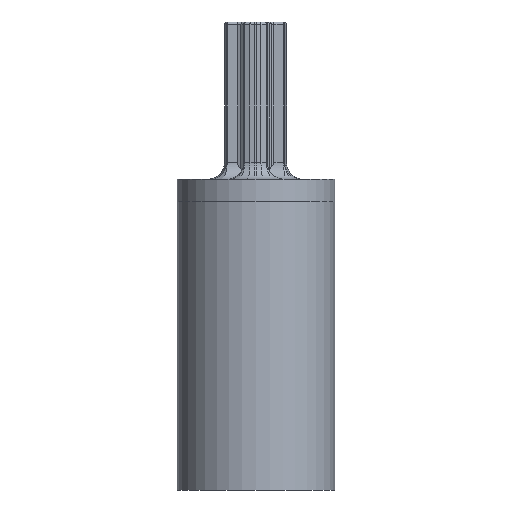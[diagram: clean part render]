
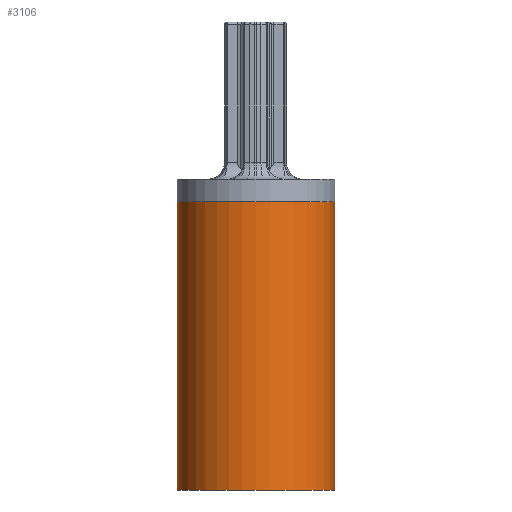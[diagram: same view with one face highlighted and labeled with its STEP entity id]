
A CAD part, front view. The second image highlights one B-rep face of the part: STEP entity #3106.
In plain terms, the highlighted cylindrical face has radius 6 mm (diameter 12 mm), a full revolution.
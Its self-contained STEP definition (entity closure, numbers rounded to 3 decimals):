
#3074=CARTESIAN_POINT('',(210.,240.,22.));
#3075=DIRECTION('',(0.,0.,-1.));
#3076=DIRECTION('',(-1.,0.,0.));
#3077=AXIS2_PLACEMENT_3D('',#3074,#3075,#3076);
#3078=CYLINDRICAL_SURFACE('',#3077,6.);
#3079=CARTESIAN_POINT('',(204.,240.,0.));
#3080=VERTEX_POINT('',#3079);
#3081=CARTESIAN_POINT('',(204.,240.,22.));
#3082=VERTEX_POINT('',#3081);
#3083=CARTESIAN_POINT('',(204.,240.,0.));
#3084=DIRECTION('',(-0.,-0.,1.));
#3085=VECTOR('',#3084,22.);
#3086=LINE('',#3083,#3085);
#3087=EDGE_CURVE('',#3080,#3082,#3086,.T.);
#3088=ORIENTED_EDGE('',*,*,#3087,.T.);
#3089=CARTESIAN_POINT('',(210.,240.,22.));
#3090=DIRECTION('',(0.,0.,-1.));
#3091=DIRECTION('',(-1.,0.,0.));
#3092=AXIS2_PLACEMENT_3D('',#3089,#3090,#3091);
#3093=CIRCLE('',#3092,6.);
#3094=EDGE_CURVE('',#3082,#3082,#3093,.T.);
#3095=ORIENTED_EDGE('',*,*,#3094,.T.);
#3096=ORIENTED_EDGE('',*,*,#3087,.F.);
#3097=CARTESIAN_POINT('',(210.,240.,0.));
#3098=DIRECTION('',(0.,0.,-1.));
#3099=DIRECTION('',(-1.,0.,0.));
#3100=AXIS2_PLACEMENT_3D('',#3097,#3098,#3099);
#3101=CIRCLE('',#3100,6.);
#3102=EDGE_CURVE('',#3080,#3080,#3101,.T.);
#3103=ORIENTED_EDGE('',*,*,#3102,.F.);
#3104=EDGE_LOOP('',(#3088,#3095,#3096,#3103));
#3105=FACE_BOUND('',#3104,.T.);
#3106=ADVANCED_FACE('',(#3105),#3078,.T.);
